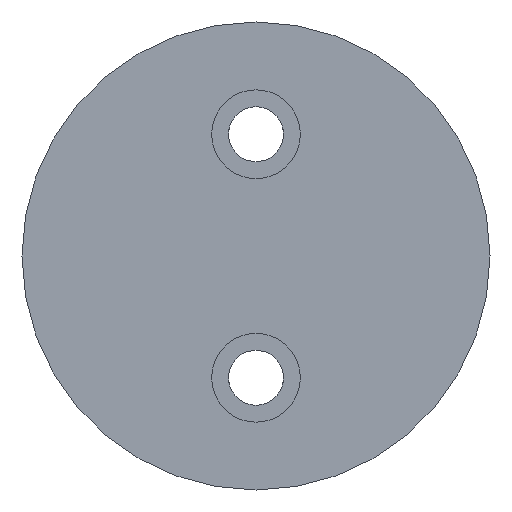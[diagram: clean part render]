
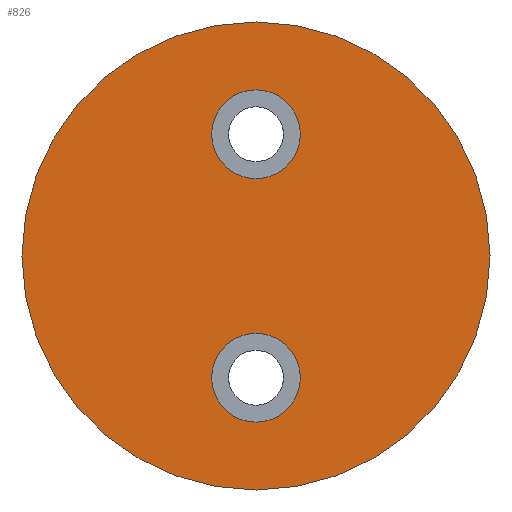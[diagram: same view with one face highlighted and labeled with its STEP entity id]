
A CAD part, front view. The second image highlights one B-rep face of the part: STEP entity #826.
In plain terms, the highlighted planar face has unit normal (0, -1, 0).
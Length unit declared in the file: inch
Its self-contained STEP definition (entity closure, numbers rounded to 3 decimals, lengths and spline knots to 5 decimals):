
#26 = ORIENTED_EDGE ( 'NONE', *, *, #576, .F. ) ;
#34 = CARTESIAN_POINT ( 'NONE',  ( 0., 0., 0.06725 ) ) ;
#35 = DIRECTION ( 'NONE',  ( 0., -1., 0. ) ) ;
#53 = CARTESIAN_POINT ( 'NONE',  ( 0., 0., 0. ) ) ;
#55 = VERTEX_POINT ( 'NONE', #357 ) ;
#68 = CARTESIAN_POINT ( 'NONE',  ( 0., 0., 0. ) ) ;
#76 = EDGE_CURVE ( 'NONE', #237, #55, #519, .T. ) ;
#98 = CARTESIAN_POINT ( 'NONE',  ( 0., 0., 0.02225 ) ) ;
#109 = EDGE_CURVE ( 'NONE', #265, #980, #339, .T. ) ;
#111 = DIRECTION ( 'NONE',  ( 0., 0., -1. ) ) ;
#124 = DIRECTION ( 'NONE',  ( 0., 1., 0. ) ) ;
#128 = VERTEX_POINT ( 'NONE', #504 ) ;
#156 = AXIS2_PLACEMENT_3D ( 'NONE', #916, #596, #288 ) ;
#169 = EDGE_LOOP ( 'NONE', ( #764, #906 ) ) ;
#177 = FACE_BOUND ( 'NONE', #169, .T. ) ;
#205 = DIRECTION ( 'NONE',  ( 0., 0., 1. ) ) ;
#237 = VERTEX_POINT ( 'NONE', #839 ) ;
#247 = DIRECTION ( 'NONE',  ( 0., 1., 0. ) ) ;
#264 = CARTESIAN_POINT ( 'NONE',  ( 0., 0., -0.06725 ) ) ;
#265 = VERTEX_POINT ( 'NONE', #34 ) ;
#287 = CIRCLE ( 'NONE', #521, 0.01275 ) ;
#288 = DIRECTION ( 'NONE',  ( 0., 0., -1. ) ) ;
#320 = ORIENTED_EDGE ( 'NONE', *, *, #109, .F. ) ;
#339 = CIRCLE ( 'NONE', #417, 0.06725 ) ;
#357 = CARTESIAN_POINT ( 'NONE',  ( 0., 0., -0.04775 ) ) ;
#376 = DIRECTION ( 'NONE',  ( 0., 0., -1. ) ) ;
#398 = VERTEX_POINT ( 'NONE', #98 ) ;
#410 = PLANE ( 'NONE',  #812 ) ;
#417 = AXIS2_PLACEMENT_3D ( 'NONE', #53, #992, #205 ) ;
#419 = CIRCLE ( 'NONE', #763, 0.01275 ) ;
#468 = AXIS2_PLACEMENT_3D ( 'NONE', #68, #124, #749 ) ;
#486 = FACE_OUTER_BOUND ( 'NONE', #983, .T. ) ;
#504 = CARTESIAN_POINT ( 'NONE',  ( 0., 0., 0.04775 ) ) ;
#519 = CIRCLE ( 'NONE', #156, 0.01275 ) ;
#521 = AXIS2_PLACEMENT_3D ( 'NONE', #617, #934, #696 ) ;
#576 = EDGE_CURVE ( 'NONE', #980, #265, #922, .T. ) ;
#583 = CIRCLE ( 'NONE', #989, 0.01275 ) ;
#596 = DIRECTION ( 'NONE',  ( 0., -1., 0. ) ) ;
#617 = CARTESIAN_POINT ( 'NONE',  ( 0., 0., 0.035 ) ) ;
#641 = CARTESIAN_POINT ( 'NONE',  ( 0., 0., -0.035 ) ) ;
#664 = EDGE_CURVE ( 'NONE', #128, #398, #287, .T. ) ;
#696 = DIRECTION ( 'NONE',  ( 0., 0., -1. ) ) ;
#722 = FACE_BOUND ( 'NONE', #851, .T. ) ;
#728 = CARTESIAN_POINT ( 'NONE',  ( 0., 0., 0. ) ) ;
#749 = DIRECTION ( 'NONE',  ( 0., 0., 1. ) ) ;
#763 = AXIS2_PLACEMENT_3D ( 'NONE', #780, #766, #376 ) ;
#764 = ORIENTED_EDGE ( 'NONE', *, *, #815, .F. ) ;
#766 = DIRECTION ( 'NONE',  ( 0., -1., 0. ) ) ;
#772 = EDGE_CURVE ( 'NONE', #398, #128, #419, .T. ) ;
#780 = CARTESIAN_POINT ( 'NONE',  ( 0., 0., 0.035 ) ) ;
#792 = DIRECTION ( 'NONE',  ( 0., 0., 1. ) ) ;
#812 = AXIS2_PLACEMENT_3D ( 'NONE', #728, #247, #792 ) ;
#815 = EDGE_CURVE ( 'NONE', #55, #237, #583, .T. ) ;
#826 = ADVANCED_FACE ( 'NONE', ( #722, #177, #486 ), #410, .F. ) ;
#839 = CARTESIAN_POINT ( 'NONE',  ( 0., 0., -0.02225 ) ) ;
#851 = EDGE_LOOP ( 'NONE', ( #856, #892 ) ) ;
#856 = ORIENTED_EDGE ( 'NONE', *, *, #772, .F. ) ;
#892 = ORIENTED_EDGE ( 'NONE', *, *, #664, .F. ) ;
#906 = ORIENTED_EDGE ( 'NONE', *, *, #76, .F. ) ;
#916 = CARTESIAN_POINT ( 'NONE',  ( 0., 0., -0.035 ) ) ;
#922 = CIRCLE ( 'NONE', #468, 0.06725 ) ;
#934 = DIRECTION ( 'NONE',  ( 0., -1., 0. ) ) ;
#980 = VERTEX_POINT ( 'NONE', #264 ) ;
#983 = EDGE_LOOP ( 'NONE', ( #26, #320 ) ) ;
#989 = AXIS2_PLACEMENT_3D ( 'NONE', #641, #35, #111 ) ;
#992 = DIRECTION ( 'NONE',  ( 0., 1., 0. ) ) ;
